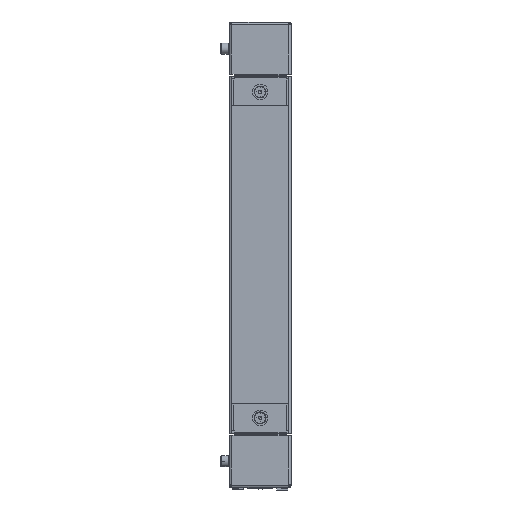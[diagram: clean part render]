
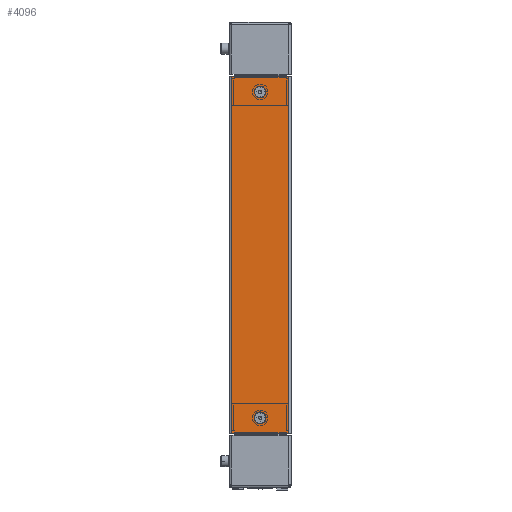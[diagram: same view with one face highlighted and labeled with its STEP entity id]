
A CAD part, left-side view. The second image highlights one B-rep face of the part: STEP entity #4096.
In plain terms, the highlighted face is planar.
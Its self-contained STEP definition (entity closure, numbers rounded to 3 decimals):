
#1119 = AXIS2_PLACEMENT_3D ( 'NONE', #24866, #7853, #27783 ) ;
#1418 = CARTESIAN_POINT ( 'NONE',  ( -263.5, -2., 0. ) ) ;
#1844 = EDGE_CURVE ( 'NONE', #14884, #27955, #33216, .T. ) ;
#1944 = CARTESIAN_POINT ( 'NONE',  ( 289., -2., -46. ) ) ;
#2226 = ORIENTED_EDGE ( 'NONE', *, *, #1844, .F. ) ;
#4047 = EDGE_CURVE ( 'NONE', #8559, #31308, #36384, .T. ) ;
#4096 = ADVANCED_FACE ( 'NONE', ( #12777, #11884, #19436 ), #13015, .F. ) ;
#4284 = DIRECTION ( 'NONE',  ( 0., 0., -1. ) ) ;
#4565 = ORIENTED_EDGE ( 'NONE', *, *, #20398, .F. ) ;
#4639 = DIRECTION ( 'NONE',  ( 1., 0., 0. ) ) ;
#6054 = ORIENTED_EDGE ( 'NONE', *, *, #18468, .F. ) ;
#7108 = EDGE_CURVE ( 'NONE', #24826, #24795, #30432, .T. ) ;
#7243 = CIRCLE ( 'NONE', #29788, 9. ) ;
#7853 = DIRECTION ( 'NONE',  ( 0., -1., 0. ) ) ;
#8251 = CARTESIAN_POINT ( 'NONE',  ( -263.5, -2., -9. ) ) ;
#8559 = VERTEX_POINT ( 'NONE', #26871 ) ;
#8571 = AXIS2_PLACEMENT_3D ( 'NONE', #1418, #21346, #4284 ) ;
#9007 = CARTESIAN_POINT ( 'NONE',  ( 289., -2., -46. ) ) ;
#9176 = ORIENTED_EDGE ( 'NONE', *, *, #7108, .F. ) ;
#10002 = DIRECTION ( 'NONE',  ( 0., -1., 0. ) ) ;
#10389 = CARTESIAN_POINT ( 'NONE',  ( -289., -2., 46. ) ) ;
#11884 = FACE_BOUND ( 'NONE', #33659, .T. ) ;
#11898 = DIRECTION ( 'NONE',  ( 0., 0., -1. ) ) ;
#12104 = DIRECTION ( 'NONE',  ( -1., 0., 0. ) ) ;
#12537 = CIRCLE ( 'NONE', #1119, 9. ) ;
#12751 = EDGE_CURVE ( 'NONE', #27955, #14884, #7243, .T. ) ;
#12777 = FACE_BOUND ( 'NONE', #34445, .T. ) ;
#13015 = PLANE ( 'NONE',  #18143 ) ;
#13300 = LINE ( 'NONE', #10389, #20864 ) ;
#13472 = CARTESIAN_POINT ( 'NONE',  ( 263.5, -2., 0. ) ) ;
#14552 = AXIS2_PLACEMENT_3D ( 'NONE', #13472, #33372, #16352 ) ;
#14884 = VERTEX_POINT ( 'NONE', #36106 ) ;
#16352 = DIRECTION ( 'NONE',  ( 0., 0., -1. ) ) ;
#17415 = VERTEX_POINT ( 'NONE', #34325 ) ;
#17761 = ORIENTED_EDGE ( 'NONE', *, *, #25820, .F. ) ;
#18143 = AXIS2_PLACEMENT_3D ( 'NONE', #32937, #35818, #18737 ) ;
#18468 = EDGE_CURVE ( 'NONE', #31308, #8559, #12537, .T. ) ;
#18737 = DIRECTION ( 'NONE',  ( 0., 0., 1. ) ) ;
#18755 = LINE ( 'NONE', #9007, #25398 ) ;
#19436 = FACE_OUTER_BOUND ( 'NONE', #22696, .T. ) ;
#20020 = VERTEX_POINT ( 'NONE', #32781 ) ;
#20398 = EDGE_CURVE ( 'NONE', #20020, #17415, #13300, .T. ) ;
#20864 = VECTOR ( 'NONE', #4639, 1000. ) ;
#21346 = DIRECTION ( 'NONE',  ( 0., -1., 0. ) ) ;
#22696 = EDGE_LOOP ( 'NONE', ( #26908, #4565, #17761, #9176 ) ) ;
#24795 = VERTEX_POINT ( 'NONE', #35974 ) ;
#24826 = VERTEX_POINT ( 'NONE', #1944 ) ;
#24866 = CARTESIAN_POINT ( 'NONE',  ( -263.5, -2., 0. ) ) ;
#25313 = CARTESIAN_POINT ( 'NONE',  ( 263.5, -2., 9. ) ) ;
#25398 = VECTOR ( 'NONE', #11898, 1000. ) ;
#25820 = EDGE_CURVE ( 'NONE', #24795, #20020, #35580, .T. ) ;
#26871 = CARTESIAN_POINT ( 'NONE',  ( -263.5, -2., 9. ) ) ;
#26908 = ORIENTED_EDGE ( 'NONE', *, *, #30965, .F. ) ;
#27048 = CARTESIAN_POINT ( 'NONE',  ( 263.5, -2., 0. ) ) ;
#27783 = DIRECTION ( 'NONE',  ( 0., 0., -1. ) ) ;
#27789 = ORIENTED_EDGE ( 'NONE', *, *, #4047, .F. ) ;
#27955 = VERTEX_POINT ( 'NONE', #25313 ) ;
#29788 = AXIS2_PLACEMENT_3D ( 'NONE', #27048, #10002, #29921 ) ;
#29838 = DIRECTION ( 'NONE',  ( 0., 0., 1. ) ) ;
#29921 = DIRECTION ( 'NONE',  ( 0., 0., -1. ) ) ;
#30379 = ORIENTED_EDGE ( 'NONE', *, *, #12751, .F. ) ;
#30432 = LINE ( 'NONE', #32028, #31317 ) ;
#30965 = EDGE_CURVE ( 'NONE', #17415, #24826, #18755, .T. ) ;
#31308 = VERTEX_POINT ( 'NONE', #8251 ) ;
#31317 = VECTOR ( 'NONE', #12104, 1000. ) ;
#32028 = CARTESIAN_POINT ( 'NONE',  ( -289., -2., -46. ) ) ;
#32714 = CARTESIAN_POINT ( 'NONE',  ( -289., -2., -46. ) ) ;
#32781 = CARTESIAN_POINT ( 'NONE',  ( -289., -2., 46. ) ) ;
#32937 = CARTESIAN_POINT ( 'NONE',  ( 289., -2., 46. ) ) ;
#33216 = CIRCLE ( 'NONE', #14552, 9. ) ;
#33372 = DIRECTION ( 'NONE',  ( 0., -1., 0. ) ) ;
#33659 = EDGE_LOOP ( 'NONE', ( #6054, #27789 ) ) ;
#34325 = CARTESIAN_POINT ( 'NONE',  ( 289., -2., 46. ) ) ;
#34445 = EDGE_LOOP ( 'NONE', ( #2226, #30379 ) ) ;
#34685 = VECTOR ( 'NONE', #29838, 1000. ) ;
#35580 = LINE ( 'NONE', #32714, #34685 ) ;
#35818 = DIRECTION ( 'NONE',  ( 0., 1., 0. ) ) ;
#35974 = CARTESIAN_POINT ( 'NONE',  ( -289., -2., -46. ) ) ;
#36106 = CARTESIAN_POINT ( 'NONE',  ( 263.5, -2., -9. ) ) ;
#36384 = CIRCLE ( 'NONE', #8571, 9. ) ;
